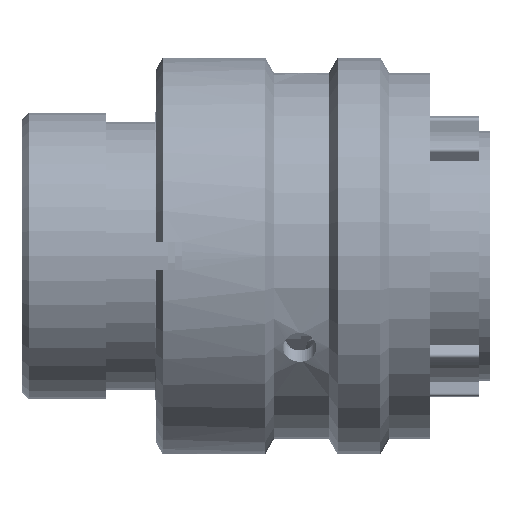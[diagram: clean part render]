
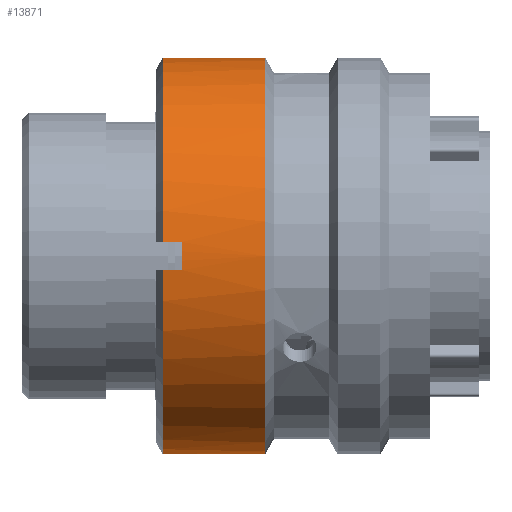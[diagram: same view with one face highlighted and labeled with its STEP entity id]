
A CAD part, front view. The second image highlights one B-rep face of the part: STEP entity #13871.
In plain terms, the highlighted cylindrical face has radius 14.15 mm (diameter 28.3 mm), a partial arc.
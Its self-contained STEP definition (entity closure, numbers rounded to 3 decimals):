
#13871 = ADVANCED_FACE ( 'NONE', ( #72589 ), #72587, .T. ) ;
#22820 = EDGE_CURVE ( 'NONE', #118058, #118070, #56001, .T. ) ;
#22827 = EDGE_CURVE ( 'NONE', #118059, #118073, #56032, .T. ) ;
#23033 = EDGE_CURVE ( 'NONE', #117999, #117996, #87540, .T. ) ;
#23054 = EDGE_CURVE ( 'NONE', #118058, #117993, #87566, .T. ) ;
#23057 = EDGE_CURVE ( 'NONE', #117993, #117999, #58545, .T. ) ;
#23061 = EDGE_CURVE ( 'NONE', #117996, #117995, #58586, .T. ) ;
#23065 = EDGE_CURVE ( 'NONE', #117995, #117991, #87582, .T. ) ;
#23069 = EDGE_CURVE ( 'NONE', #117991, #117990, #58651, .T. ) ;
#23072 = EDGE_CURVE ( 'NONE', #117990, #117989, #63763, .T. ) ;
#23079 = EDGE_CURVE ( 'NONE', #117989, #117988, #58713, .T. ) ;
#23082 = EDGE_CURVE ( 'NONE', #117988, #118059, #63798, .T. ) ;
#23085 = EDGE_CURVE ( 'NONE', #118070, #118073, #63809, .T. ) ;
#26652 = CARTESIAN_POINT ( 'NONE',  ( 11.42, -1., -14.115 ) ) ;
#26653 = CARTESIAN_POINT ( 'NONE',  ( 10.02, -1., -14.115 ) ) ;
#26654 = CARTESIAN_POINT ( 'NONE',  ( 10.02, -14.115, -1. ) ) ;
#26655 = CARTESIAN_POINT ( 'NONE',  ( 11.42, -14.115, -1. ) ) ;
#26657 = CARTESIAN_POINT ( 'NONE',  ( 11.42, -1., 14.115 ) ) ;
#26659 = CARTESIAN_POINT ( 'NONE',  ( 11.42, -14.115, 1. ) ) ;
#26660 = CARTESIAN_POINT ( 'NONE',  ( 10.02, -14.115, 1. ) ) ;
#26663 = CARTESIAN_POINT ( 'NONE',  ( 10.02, -1., 14.115 ) ) ;
#26722 = CARTESIAN_POINT ( 'NONE',  ( 11.42, 0., 14.15 ) ) ;
#26723 = CARTESIAN_POINT ( 'NONE',  ( 11.42, 0., -14.15 ) ) ;
#26734 = CARTESIAN_POINT ( 'NONE',  ( 17.324, 0., 14.15 ) ) ;
#26737 = CARTESIAN_POINT ( 'NONE',  ( 17.324, 0., -14.15 ) ) ;
#53439 = AXIS2_PLACEMENT_3D ( 'NONE', #72594, #72645, #72647 ) ;
#56001 = LINE ( 'NONE', #56023, #87292 ) ;
#56023 = CARTESIAN_POINT ( 'NONE',  ( 29.07, 0., 14.15 ) ) ;
#56027 = DIRECTION ( 'NONE',  ( 1., 0., 0. ) ) ;
#56032 = LINE ( 'NONE', #56035, #87302 ) ;
#56035 = CARTESIAN_POINT ( 'NONE',  ( 29.07, 0., -14.15 ) ) ;
#56049 = DIRECTION ( 'NONE',  ( 1., 0., 0. ) ) ;
#58375 = CARTESIAN_POINT ( 'NONE',  ( 10.02, 0., 0. ) ) ;
#58376 = DIRECTION ( 'NONE',  ( 1., 0., 0. ) ) ;
#58378 = DIRECTION ( 'NONE',  ( 0., 0., -1. ) ) ;
#58545 = LINE ( 'NONE', #58564, #87571 ) ;
#58560 = CARTESIAN_POINT ( 'NONE',  ( 11.42, 0., 0. ) ) ;
#58562 = DIRECTION ( 'NONE',  ( 1., 0., 0. ) ) ;
#58563 = DIRECTION ( 'NONE',  ( 0., 0., 1. ) ) ;
#58564 = CARTESIAN_POINT ( 'NONE',  ( 29.07, -1., 14.115 ) ) ;
#58575 = DIRECTION ( 'NONE',  ( -1., 0., 0. ) ) ;
#58584 = CARTESIAN_POINT ( 'NONE',  ( 29.07, -14.115, 1. ) ) ;
#58586 = LINE ( 'NONE', #58584, #87577 ) ;
#58600 = DIRECTION ( 'NONE',  ( 1., 0., 0. ) ) ;
#58635 = CARTESIAN_POINT ( 'NONE',  ( 11.42, 0., 0. ) ) ;
#58636 = DIRECTION ( 'NONE',  ( 1., 0., 0. ) ) ;
#58637 = DIRECTION ( 'NONE',  ( 0., 0., 1. ) ) ;
#58639 = CARTESIAN_POINT ( 'NONE',  ( 29.07, -14.115, -1. ) ) ;
#58651 = LINE ( 'NONE', #58639, #87584 ) ;
#58657 = DIRECTION ( 'NONE',  ( -1., 0., 0. ) ) ;
#58674 = CARTESIAN_POINT ( 'NONE',  ( 10.02, 0., 0. ) ) ;
#58676 = DIRECTION ( 'NONE',  ( 1., 0., 0. ) ) ;
#58678 = DIRECTION ( 'NONE',  ( 0., 0., -1. ) ) ;
#58713 = LINE ( 'NONE', #58714, #63787 ) ;
#58714 = CARTESIAN_POINT ( 'NONE',  ( 29.07, -1., -14.115 ) ) ;
#58716 = DIRECTION ( 'NONE',  ( 1., 0., 0. ) ) ;
#58733 = CARTESIAN_POINT ( 'NONE',  ( 11.42, 0., 0. ) ) ;
#58735 = DIRECTION ( 'NONE',  ( 1., 0., 0. ) ) ;
#58737 = DIRECTION ( 'NONE',  ( 0., 0., 1. ) ) ;
#58750 = CARTESIAN_POINT ( 'NONE',  ( 17.324, 0., 0. ) ) ;
#58751 = DIRECTION ( 'NONE',  ( 1., 0., 0. ) ) ;
#58752 = DIRECTION ( 'NONE',  ( 0., 0., -1. ) ) ;
#63763 = CIRCLE ( 'NONE', #63765, 14.15 ) ;
#63765 = AXIS2_PLACEMENT_3D ( 'NONE', #58674, #58676, #58678 ) ;
#63787 = VECTOR ( 'NONE', #58716, 1000. ) ;
#63798 = CIRCLE ( 'NONE', #63805, 14.15 ) ;
#63805 = AXIS2_PLACEMENT_3D ( 'NONE', #58733, #58735, #58737 ) ;
#63809 = CIRCLE ( 'NONE', #63814, 14.15 ) ;
#63814 = AXIS2_PLACEMENT_3D ( 'NONE', #58750, #58751, #58752 ) ;
#72587 = CYLINDRICAL_SURFACE ( 'NONE', #53439, 14.15 ) ;
#72589 = FACE_OUTER_BOUND ( 'NONE', #101061, .T. ) ;
#72594 = CARTESIAN_POINT ( 'NONE',  ( 29.07, 0., 0. ) ) ;
#72645 = DIRECTION ( 'NONE',  ( 1., 0., 0. ) ) ;
#72647 = DIRECTION ( 'NONE',  ( 0., 0., -1. ) ) ;
#87292 = VECTOR ( 'NONE', #56027, 1000. ) ;
#87302 = VECTOR ( 'NONE', #56049, 1000. ) ;
#87540 = CIRCLE ( 'NONE', #87542, 14.15 ) ;
#87542 = AXIS2_PLACEMENT_3D ( 'NONE', #58375, #58376, #58378 ) ;
#87566 = CIRCLE ( 'NONE', #87568, 14.15 ) ;
#87568 = AXIS2_PLACEMENT_3D ( 'NONE', #58560, #58562, #58563 ) ;
#87571 = VECTOR ( 'NONE', #58575, 1000. ) ;
#87577 = VECTOR ( 'NONE', #58600, 1000. ) ;
#87582 = CIRCLE ( 'NONE', #87583, 14.15 ) ;
#87583 = AXIS2_PLACEMENT_3D ( 'NONE', #58635, #58636, #58637 ) ;
#87584 = VECTOR ( 'NONE', #58657, 1000. ) ;
#101061 = EDGE_LOOP ( 'NONE', ( #106181, #106182, #106183, #106184, #106185, #106186, #106187, #106188, #106189, #106190, #106191, #106192 ) ) ;
#106181 = ORIENTED_EDGE ( 'NONE', *, *, #22820, .F. ) ;
#106182 = ORIENTED_EDGE ( 'NONE', *, *, #23054, .T. ) ;
#106183 = ORIENTED_EDGE ( 'NONE', *, *, #23057, .T. ) ;
#106184 = ORIENTED_EDGE ( 'NONE', *, *, #23033, .T. ) ;
#106185 = ORIENTED_EDGE ( 'NONE', *, *, #23061, .T. ) ;
#106186 = ORIENTED_EDGE ( 'NONE', *, *, #23065, .T. ) ;
#106187 = ORIENTED_EDGE ( 'NONE', *, *, #23069, .T. ) ;
#106188 = ORIENTED_EDGE ( 'NONE', *, *, #23072, .T. ) ;
#106189 = ORIENTED_EDGE ( 'NONE', *, *, #23079, .T. ) ;
#106190 = ORIENTED_EDGE ( 'NONE', *, *, #23082, .T. ) ;
#106191 = ORIENTED_EDGE ( 'NONE', *, *, #22827, .T. ) ;
#106192 = ORIENTED_EDGE ( 'NONE', *, *, #23085, .F. ) ;
#117988 = VERTEX_POINT ( 'NONE', #26652 ) ;
#117989 = VERTEX_POINT ( 'NONE', #26653 ) ;
#117990 = VERTEX_POINT ( 'NONE', #26654 ) ;
#117991 = VERTEX_POINT ( 'NONE', #26655 ) ;
#117993 = VERTEX_POINT ( 'NONE', #26657 ) ;
#117995 = VERTEX_POINT ( 'NONE', #26659 ) ;
#117996 = VERTEX_POINT ( 'NONE', #26660 ) ;
#117999 = VERTEX_POINT ( 'NONE', #26663 ) ;
#118058 = VERTEX_POINT ( 'NONE', #26722 ) ;
#118059 = VERTEX_POINT ( 'NONE', #26723 ) ;
#118070 = VERTEX_POINT ( 'NONE', #26734 ) ;
#118073 = VERTEX_POINT ( 'NONE', #26737 ) ;
